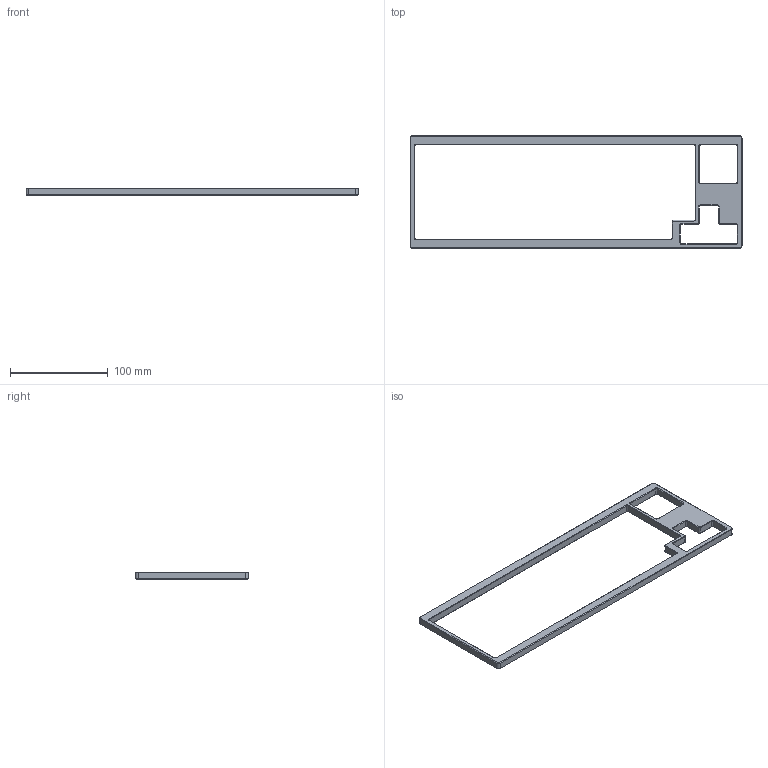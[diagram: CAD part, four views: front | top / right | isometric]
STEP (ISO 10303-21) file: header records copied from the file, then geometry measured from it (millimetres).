
FILE_DESCRIPTION(/* description */ ('STEP AP242','CAx-IF Rec.Pracs.---Representation and Presentation of Product Manufacturing Information (PMI)---4.0---2014-10-13','CAx-IF Rec.Pracs.---3D Tessellated Geometry---0.4---2014-09-14','2;1'),/* implementation_level */ '2;1');
FILE_NAME(/* name */ '623bbf4960de9a43e1091c65',/* time_stamp */ '2022-03-24T00:46:01+00:00',/* author */ (''),/* organization */ (''),/* preprocessor_version */ 'ST-DEVELOPER v18.101',/* originating_system */ ' ',/* authorisation */ ' ');
FILE_SCHEMA (('AP242_MANAGED_MODEL_BASED_3D_ENGINEERING_MIM_LF { 1 0 10303 442 1 1 4 }'));
Length unit declared in the file: metre
Products named in the file (1): Case Top
Bounding box: 339.09 x 115.25 x 8 mm (x, y, z)
Volume: 69864.7 mm3; surface area: 32541.2 mm2
Topology: 1 solids, 1 shells, 150 faces, 356 edges, 208 vertices
Faces by surface type: plane 68, cone 52, cylinder 30
Full cylindrical faces by diameter (mm): 2.5 x8
Entity records: 4062 total; most frequent: DIRECTION 730, CARTESIAN_POINT 675, ORIENTED_EDGE 648, EDGE_CURVE 324, AXIS2_PLACEMENT_3D 255, LINE 220, VECTOR 220, VERTEX_POINT 200
